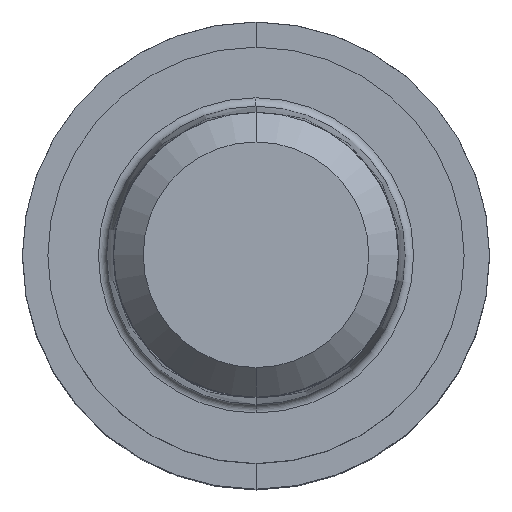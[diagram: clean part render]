
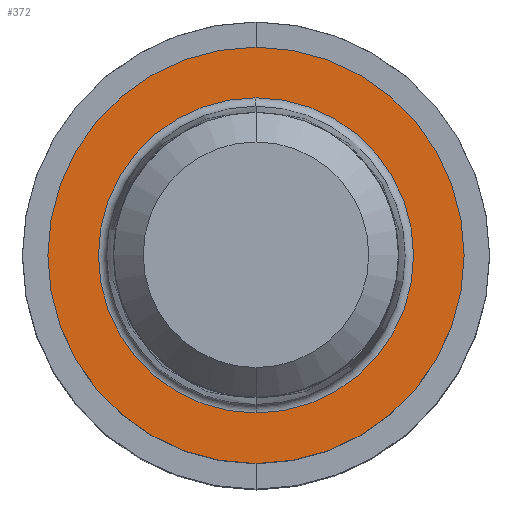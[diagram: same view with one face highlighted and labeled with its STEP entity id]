
A CAD part, top view. The second image highlights one B-rep face of the part: STEP entity #372.
In plain terms, the highlighted planar face has unit normal (0, 0, 1).
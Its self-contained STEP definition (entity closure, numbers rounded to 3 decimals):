
#234=VERTEX_POINT('',#540);
#238=VERTEX_POINT('',#544);
#254=EDGE_CURVE('',#384,#234,#561,.T.);
#336=EDGE_CURVE('',#238,#414,#651,.T.);
#348=EDGE_CURVE('',#234,#384,#663,.T.);
#372=ADVANCED_FACE('',(#688,#689),#690,.T.);
#384=VERTEX_POINT('',#704);
#414=VERTEX_POINT('',#737);
#430=EDGE_CURVE('',#414,#238,#755,.T.);
#540=CARTESIAN_POINT('',(0.0,7.42,0.01));
#544=CARTESIAN_POINT('',(0.0,9.8,0.01));
#561=CIRCLE('',#897,7.42);
#651=CIRCLE('',#1011,9.8);
#663=CIRCLE('',#1030,7.42);
#688=FACE_OUTER_BOUND('',#1070,.T.);
#689=FACE_BOUND('',#1071,.T.);
#690=PLANE('',#1072);
#704=CARTESIAN_POINT('',(0.,-7.42,0.01));
#737=CARTESIAN_POINT('',(0.,-9.8,0.01));
#755=CIRCLE('',#1152,9.8);
#897=AXIS2_PLACEMENT_3D('',#1315,#1316,#1317);
#1011=AXIS2_PLACEMENT_3D('',#1416,#1417,#1418);
#1030=AXIS2_PLACEMENT_3D('',#1432,#1433,#1434);
#1070=EDGE_LOOP('',(#1464,#1465));
#1071=EDGE_LOOP('',(#1466,#1467));
#1072=AXIS2_PLACEMENT_3D('',#1468,#1469,#1470);
#1152=AXIS2_PLACEMENT_3D('',#1551,#1552,#1553);
#1315=CARTESIAN_POINT('',(0.0,0.0,0.01));
#1316=DIRECTION('',(0.0,0.0,-1.0));
#1317=DIRECTION('',(0.0,1.0,0.0));
#1416=CARTESIAN_POINT('',(0.0,0.0,0.01));
#1417=DIRECTION('',(0.0,0.0,-1.0));
#1418=DIRECTION('',(0.0,1.0,0.0));
#1432=CARTESIAN_POINT('',(0.0,0.0,0.01));
#1433=DIRECTION('',(0.0,0.0,-1.0));
#1434=DIRECTION('',(0.0,1.0,0.0));
#1464=ORIENTED_EDGE('',*,*,#336,.F.);
#1465=ORIENTED_EDGE('',*,*,#430,.F.);
#1466=ORIENTED_EDGE('',*,*,#348,.T.);
#1467=ORIENTED_EDGE('',*,*,#254,.T.);
#1468=CARTESIAN_POINT('',(0.0,4.9,0.01));
#1469=DIRECTION('',(-0.0,0.0,1.0));
#1470=DIRECTION('',(0.0,-1.0,0.0));
#1551=CARTESIAN_POINT('',(0.0,0.0,0.01));
#1552=DIRECTION('',(0.0,0.0,-1.0));
#1553=DIRECTION('',(0.0,1.0,0.0));
